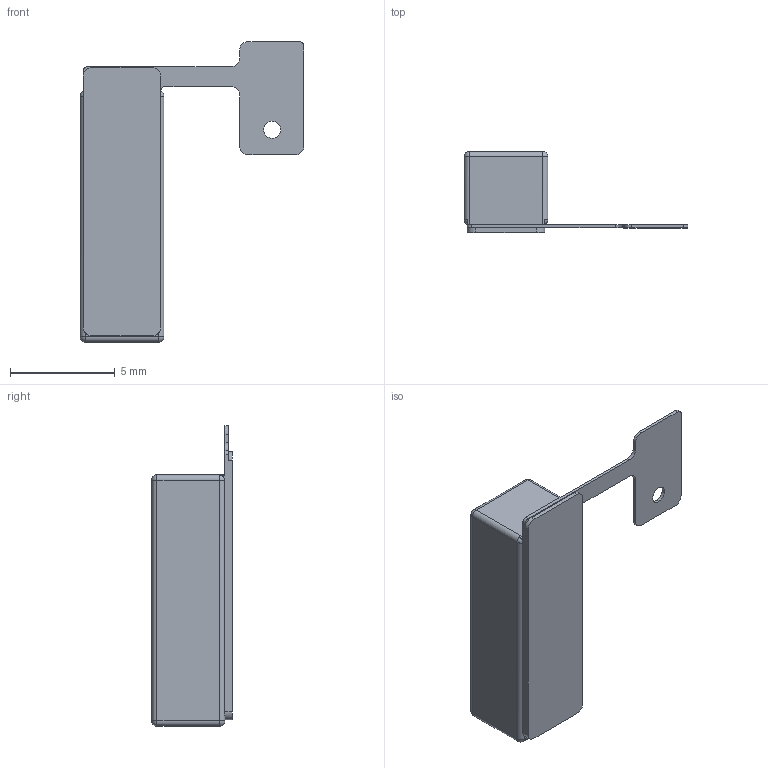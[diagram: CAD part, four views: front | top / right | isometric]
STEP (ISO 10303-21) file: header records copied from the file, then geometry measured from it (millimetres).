
FILE_DESCRIPTION (( 'STEP AP214' ), '1' );
FILE_NAME ('LRA_vibration_motor_M.STEP', '2021-09-15T17:02:23', ( '' ), ( '' ), 'SwSTEP 2.0', 'SolidWorks 2020', '' );
FILE_SCHEMA (( 'AUTOMOTIVE_DESIGN' ));
Length unit declared in the file: millimetre
Products named in the file (1): LRA_vibration_motor_M
Bounding box: 10.68 x 3.85 x 14.34 mm (x, y, z)
Volume: 186.6 mm3; surface area: 263.2 mm2
Topology: 1 solids, 1 shells, 53 faces, 141 edges, 82 vertices
Faces by surface type: cylinder 25, plane 20, sphere 8
Entity records: 2204 total; most frequent: DIRECTION 293, CARTESIAN_POINT 275, ORIENTED_EDGE 266, EDGE_CURVE 133, AXIS2_PLACEMENT_3D 108, VERTEX_POINT 82, VECTOR 77, LINE 77
